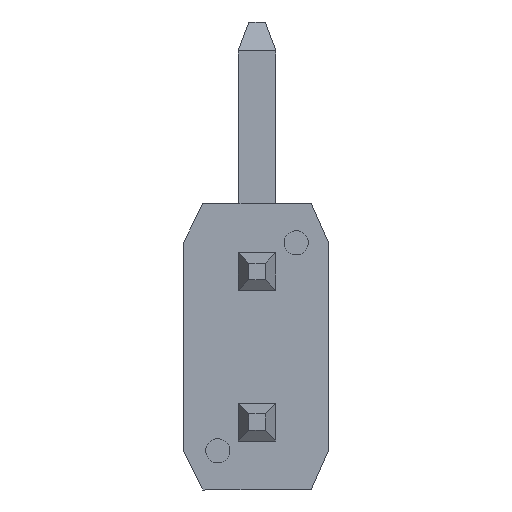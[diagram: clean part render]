
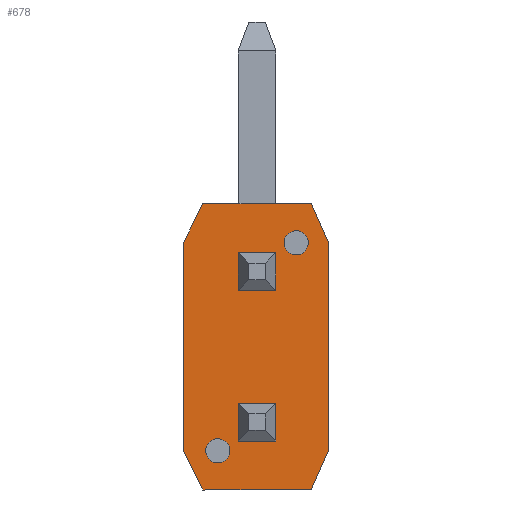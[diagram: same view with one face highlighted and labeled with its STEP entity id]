
A CAD part, front view. The second image highlights one B-rep face of the part: STEP entity #678.
In plain terms, the highlighted planar face has unit normal (0, -1, 0).
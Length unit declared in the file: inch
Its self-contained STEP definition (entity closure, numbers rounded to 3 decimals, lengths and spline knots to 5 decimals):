
#1 = CARTESIAN_POINT ( 'NONE',  ( -0.36408, 0., 0.095 ) ) ;
#24 = VERTEX_POINT ( 'NONE', #41 ) ;
#36 = EDGE_LOOP ( 'NONE', ( #640, #237, #563, #1536, #1134, #492, #359, #311 ) ) ;
#41 = CARTESIAN_POINT ( 'NONE',  ( -0.35256, 0., 0.069 ) ) ;
#91 = VERTEX_POINT ( 'NONE', #1099 ) ;
#110 = AXIS2_PLACEMENT_3D ( 'NONE', #649, #280, #900 ) ;
#168 = CARTESIAN_POINT ( 'NONE',  ( -0.36408, 0., -0.095 ) ) ;
#233 = VECTOR ( 'NONE', #1206, 39.37008 ) ;
#237 = ORIENTED_EDGE ( 'NONE', *, *, #981, .T. ) ;
#256 = CARTESIAN_POINT ( 'NONE',  ( -0.4, 0., -0.095 ) ) ;
#280 = DIRECTION ( 'NONE',  ( 0., 1., 0. ) ) ;
#285 = EDGE_CURVE ( 'NONE', #737, #1630, #560, .T. ) ;
#301 = CARTESIAN_POINT ( 'NONE',  ( -0.43592, 0., 0.095 ) ) ;
#311 = ORIENTED_EDGE ( 'NONE', *, *, #949, .F. ) ;
#359 = ORIENTED_EDGE ( 'NONE', *, *, #1351, .T. ) ;
#376 = LINE ( 'NONE', #876, #650 ) ;
#390 = CARTESIAN_POINT ( 'NONE',  ( -0.44168, 0., -0.082 ) ) ;
#394 = DIRECTION ( 'NONE',  ( -1., 0., 0. ) ) ;
#398 = EDGE_CURVE ( 'NONE', #746, #91, #780, .T. ) ;
#455 = VECTOR ( 'NONE', #726, 39.37008 ) ;
#492 = ORIENTED_EDGE ( 'NONE', *, *, #398, .F. ) ;
#533 = EDGE_CURVE ( 'NONE', #737, #91, #1634, .T. ) ;
#554 = LINE ( 'NONE', #680, #1567 ) ;
#560 = LINE ( 'NONE', #1592, #233 ) ;
#563 = ORIENTED_EDGE ( 'NONE', *, *, #945, .T. ) ;
#611 = LINE ( 'NONE', #1400, #1587 ) ;
#640 = ORIENTED_EDGE ( 'NONE', *, *, #1274, .T. ) ;
#649 = CARTESIAN_POINT ( 'NONE',  ( -0.052, 0., 0.0988 ) ) ;
#650 = VECTOR ( 'NONE', #1004, 39.37008 ) ;
#678 = ADVANCED_FACE ( 'NONE', ( #1359 ), #783, .F. ) ;
#680 = CARTESIAN_POINT ( 'NONE',  ( -0.35832, 0., -0.082 ) ) ;
#711 = DIRECTION ( 'NONE',  ( -0.405, 0., -0.914 ) ) ;
#726 = DIRECTION ( 'NONE',  ( 0., 0., 1. ) ) ;
#728 = VERTEX_POINT ( 'NONE', #168 ) ;
#734 = CARTESIAN_POINT ( 'NONE',  ( -0.43592, 0., -0.095 ) ) ;
#737 = VERTEX_POINT ( 'NONE', #301 ) ;
#746 = VERTEX_POINT ( 'NONE', #1046 ) ;
#780 = LINE ( 'NONE', #1563, #455 ) ;
#783 = PLANE ( 'NONE',  #110 ) ;
#806 = DIRECTION ( 'NONE',  ( 0.405, 0., 0.914 ) ) ;
#876 = CARTESIAN_POINT ( 'NONE',  ( -0.35832, 0., 0.082 ) ) ;
#900 = DIRECTION ( 'NONE',  ( 1., 0., 0. ) ) ;
#944 = VECTOR ( 'NONE', #394, 39.37008 ) ;
#945 = EDGE_CURVE ( 'NONE', #24, #1630, #376, .T. ) ;
#949 = EDGE_CURVE ( 'NONE', #728, #1595, #1633, .T. ) ;
#981 = EDGE_CURVE ( 'NONE', #1613, #24, #611, .T. ) ;
#1004 = DIRECTION ( 'NONE',  ( -0.405, 0., 0.914 ) ) ;
#1028 = VECTOR ( 'NONE', #1252, 39.37008 ) ;
#1046 = CARTESIAN_POINT ( 'NONE',  ( -0.44883, 0., -0.06876 ) ) ;
#1073 = LINE ( 'NONE', #390, #1028 ) ;
#1099 = CARTESIAN_POINT ( 'NONE',  ( -0.44883, 0., 0.06876 ) ) ;
#1133 = DIRECTION ( 'NONE',  ( 0., 0., 1. ) ) ;
#1134 = ORIENTED_EDGE ( 'NONE', *, *, #533, .T. ) ;
#1206 = DIRECTION ( 'NONE',  ( 1., 0., 0. ) ) ;
#1225 = CARTESIAN_POINT ( 'NONE',  ( -0.35256, 0., -0.069 ) ) ;
#1252 = DIRECTION ( 'NONE',  ( 0.405, 0., -0.914 ) ) ;
#1274 = EDGE_CURVE ( 'NONE', #728, #1613, #554, .T. ) ;
#1351 = EDGE_CURVE ( 'NONE', #746, #1595, #1073, .T. ) ;
#1359 = FACE_OUTER_BOUND ( 'NONE', #36, .T. ) ;
#1400 = CARTESIAN_POINT ( 'NONE',  ( -0.35256, 0., 0.0988 ) ) ;
#1466 = CARTESIAN_POINT ( 'NONE',  ( -0.44168, 0., 0.082 ) ) ;
#1536 = ORIENTED_EDGE ( 'NONE', *, *, #285, .F. ) ;
#1563 = CARTESIAN_POINT ( 'NONE',  ( -0.45, 0., 0. ) ) ;
#1567 = VECTOR ( 'NONE', #806, 39.37008 ) ;
#1587 = VECTOR ( 'NONE', #1133, 39.37008 ) ;
#1590 = VECTOR ( 'NONE', #711, 39.37008 ) ;
#1592 = CARTESIAN_POINT ( 'NONE',  ( -0.4, 0., 0.095 ) ) ;
#1595 = VERTEX_POINT ( 'NONE', #734 ) ;
#1613 = VERTEX_POINT ( 'NONE', #1225 ) ;
#1630 = VERTEX_POINT ( 'NONE', #1 ) ;
#1633 = LINE ( 'NONE', #256, #944 ) ;
#1634 = LINE ( 'NONE', #1466, #1590 ) ;
